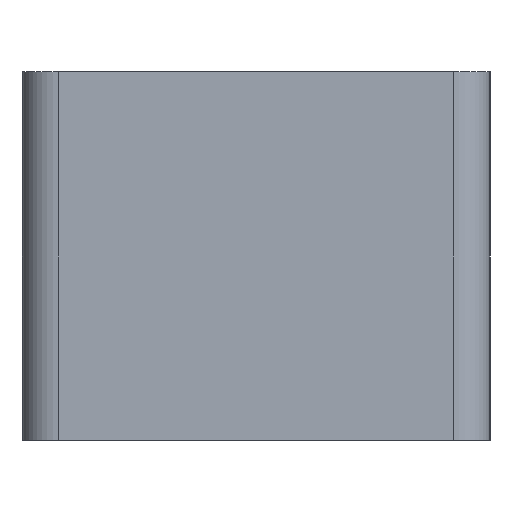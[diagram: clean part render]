
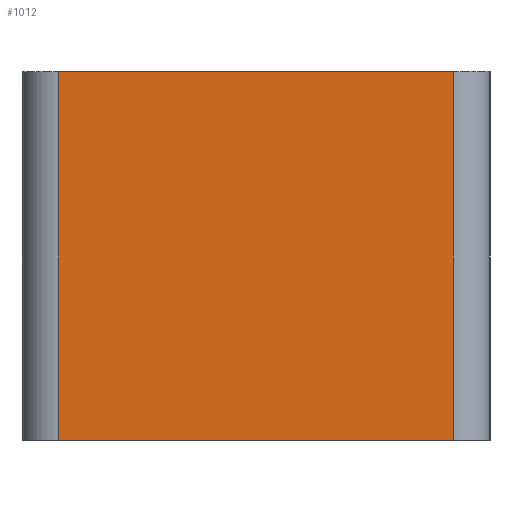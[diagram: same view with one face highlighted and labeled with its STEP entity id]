
A CAD part, left-side view. The second image highlights one B-rep face of the part: STEP entity #1012.
In plain terms, the highlighted planar face has unit normal (-1, 0, 0).
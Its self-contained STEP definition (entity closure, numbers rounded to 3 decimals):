
#367=DIRECTION('',(0.,0.,1.));
#368=VECTOR('',#367,10.);
#369=CARTESIAN_POINT('',(-27.5,5.775,0.));
#370=LINE('',#369,#368);
#381=DIRECTION('',(0.,1.,0.));
#382=VECTOR('',#381,10.7);
#383=CARTESIAN_POINT('',(-27.5,-4.925,10.));
#384=LINE('',#383,#382);
#395=DIRECTION('',(0.,0.,-1.));
#396=VECTOR('',#395,10.);
#397=CARTESIAN_POINT('',(-27.5,-4.925,10.));
#398=LINE('',#397,#396);
#463=DIRECTION('',(0.,1.,0.));
#464=VECTOR('',#463,10.7);
#465=CARTESIAN_POINT('',(-27.5,-4.925,0.));
#466=LINE('',#465,#464);
#740=CARTESIAN_POINT('',(-27.5,-4.925,10.));
#742=VERTEX_POINT('',#740);
#756=CARTESIAN_POINT('',(-27.5,5.775,10.));
#757=VERTEX_POINT('',#756);
#758=CARTESIAN_POINT('',(-27.5,-4.925,0.));
#759=VERTEX_POINT('',#758);
#772=CARTESIAN_POINT('',(-27.5,5.775,0.));
#773=VERTEX_POINT('',#772);
#999=CARTESIAN_POINT('',(-27.5,6.775,0.));
#1000=DIRECTION('',(-1.,0.,0.));
#1001=DIRECTION('',(0.,-1.,0.));
#1002=AXIS2_PLACEMENT_3D('',#999,#1000,#1001);
#1003=PLANE('',#1002);
#1005=ORIENTED_EDGE('',*,*,#1004,.T.);
#1007=ORIENTED_EDGE('',*,*,#1006,.T.);
#1008=ORIENTED_EDGE('',*,*,#988,.T.);
#1009=ORIENTED_EDGE('',*,*,#860,.F.);
#1010=EDGE_LOOP('',(#1005,#1007,#1008,#1009));
#1011=FACE_OUTER_BOUND('',#1010,.F.);
#860=EDGE_CURVE('',#742,#757,#384,.T.);
#988=EDGE_CURVE('',#773,#757,#370,.T.);
#1004=EDGE_CURVE('',#742,#759,#398,.T.);
#1006=EDGE_CURVE('',#759,#773,#466,.T.);
#1012=ADVANCED_FACE('',(#1011),#1003,.T.);
